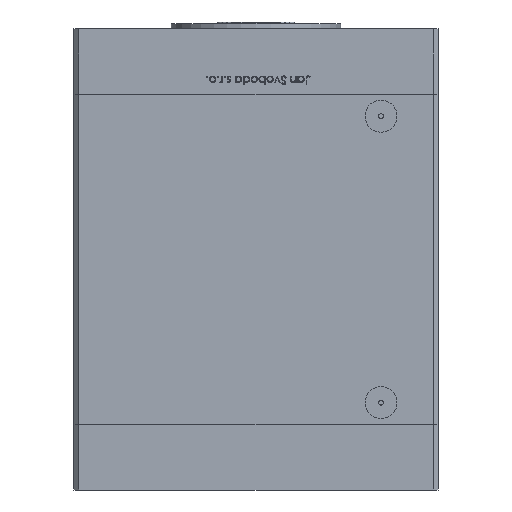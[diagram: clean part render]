
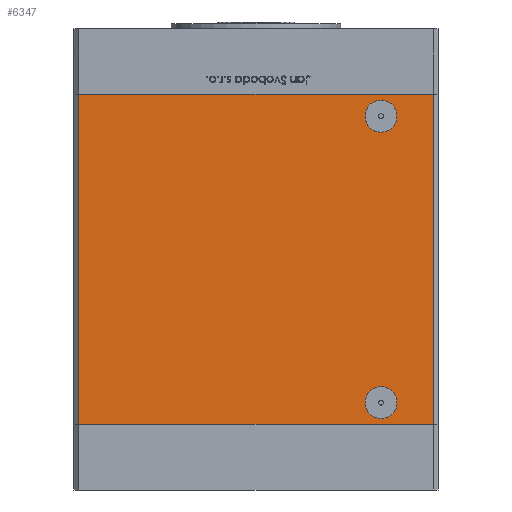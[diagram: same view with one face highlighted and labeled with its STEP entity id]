
A CAD part, front view. The second image highlights one B-rep face of the part: STEP entity #6347.
In plain terms, the highlighted planar face has unit normal (0, -1, 0).
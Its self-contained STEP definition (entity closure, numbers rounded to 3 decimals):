
#12 = LINE ( 'NONE', #13119, #22152 ) ;
#63 = LINE ( 'NONE', #25729, #54038 ) ;
#291 = DIRECTION ( 'NONE',  ( 0., 0., -1. ) ) ;
#760 = DIRECTION ( 'NONE',  ( 0., 1., 0. ) ) ;
#919 = ORIENTED_EDGE ( 'NONE', *, *, #15712, .F. ) ;
#1812 = ORIENTED_EDGE ( 'NONE', *, *, #26354, .T. ) ;
#3200 = VECTOR ( 'NONE', #36094, 1000. ) ;
#3560 = VERTEX_POINT ( 'NONE', #7049 ) ;
#3768 = CIRCLE ( 'NONE', #44694, 6.58 ) ;
#5292 = DIRECTION ( 'NONE',  ( 0., 1., 0. ) ) ;
#5312 = DIRECTION ( 'NONE',  ( 0., 1., 0. ) ) ;
#6176 = VERTEX_POINT ( 'NONE', #20662 ) ;
#6347 = ADVANCED_FACE ( 'NONE', ( #44039, #43498, #18674 ), #47948, .F. ) ;
#7049 = CARTESIAN_POINT ( 'NONE',  ( 73., -62.5, 0. ) ) ;
#7312 = CARTESIAN_POINT ( 'NONE',  ( 51.5, -62.5, 2.42 ) ) ;
#8039 = CARTESIAN_POINT ( 'NONE',  ( 51.5, -62.5, 9. ) ) ;
#9291 = CARTESIAN_POINT ( 'NONE',  ( 73., -62.5, 136. ) ) ;
#9650 = VERTEX_POINT ( 'NONE', #9291 ) ;
#9681 = DIRECTION ( 'NONE',  ( 0., 0., -1. ) ) ;
#9775 = DIRECTION ( 'NONE',  ( 0., 0., 1. ) ) ;
#9942 = CARTESIAN_POINT ( 'NONE',  ( 51.5, -62.5, 127. ) ) ;
#9946 = ORIENTED_EDGE ( 'NONE', *, *, #22292, .F. ) ;
#11009 = AXIS2_PLACEMENT_3D ( 'NONE', #9942, #760, #9681 ) ;
#12436 = EDGE_LOOP ( 'NONE', ( #48480, #9946 ) ) ;
#12492 = DIRECTION ( 'NONE',  ( 0., -1., 0. ) ) ;
#12840 = EDGE_CURVE ( 'NONE', #9650, #3560, #63, .T. ) ;
#13119 = CARTESIAN_POINT ( 'NONE',  ( -73., -62.5, 136. ) ) ;
#13608 = EDGE_LOOP ( 'NONE', ( #36197, #14655, #919, #1812 ) ) ;
#14655 = ORIENTED_EDGE ( 'NONE', *, *, #12840, .F. ) ;
#15712 = EDGE_CURVE ( 'NONE', #6176, #9650, #35815, .T. ) ;
#16783 = CIRCLE ( 'NONE', #37262, 6.58 ) ;
#18674 = FACE_BOUND ( 'NONE', #26058, .T. ) ;
#18849 = VECTOR ( 'NONE', #24406, 1000. ) ;
#19489 = VERTEX_POINT ( 'NONE', #45814 ) ;
#20158 = DIRECTION ( 'NONE',  ( 0., 0., -1. ) ) ;
#20314 = CARTESIAN_POINT ( 'NONE',  ( 51.5, -62.5, 120.42 ) ) ;
#20662 = CARTESIAN_POINT ( 'NONE',  ( -73., -62.5, 136. ) ) ;
#22152 = VECTOR ( 'NONE', #291, 1000. ) ;
#22232 = VERTEX_POINT ( 'NONE', #51565 ) ;
#22292 = EDGE_CURVE ( 'NONE', #29819, #35332, #16783, .T. ) ;
#22357 = EDGE_CURVE ( 'NONE', #22232, #38398, #26618, .T. ) ;
#22851 = CARTESIAN_POINT ( 'NONE',  ( 51.5, -62.5, 127. ) ) ;
#24406 = DIRECTION ( 'NONE',  ( 1., 0., 0. ) ) ;
#25729 = CARTESIAN_POINT ( 'NONE',  ( 73., -62.5, 136. ) ) ;
#26058 = EDGE_LOOP ( 'NONE', ( #50653, #46926 ) ) ;
#26254 = CARTESIAN_POINT ( 'NONE',  ( -73., -62.5, 136. ) ) ;
#26354 = EDGE_CURVE ( 'NONE', #6176, #19489, #12, .T. ) ;
#26618 = CIRCLE ( 'NONE', #51497, 6.58 ) ;
#29400 = LINE ( 'NONE', #41399, #18849 ) ;
#29819 = VERTEX_POINT ( 'NONE', #31961 ) ;
#29846 = DIRECTION ( 'NONE',  ( 0., -1., 0. ) ) ;
#31639 = CARTESIAN_POINT ( 'NONE',  ( -73., -62.5, 136. ) ) ;
#31961 = CARTESIAN_POINT ( 'NONE',  ( 51.5, -62.5, 15.58 ) ) ;
#34068 = CIRCLE ( 'NONE', #11009, 6.58 ) ;
#35332 = VERTEX_POINT ( 'NONE', #7312 ) ;
#35815 = LINE ( 'NONE', #31639, #3200 ) ;
#36094 = DIRECTION ( 'NONE',  ( 1., 0., 0. ) ) ;
#36197 = ORIENTED_EDGE ( 'NONE', *, *, #36253, .T. ) ;
#36253 = EDGE_CURVE ( 'NONE', #19489, #3560, #29400, .T. ) ;
#37262 = AXIS2_PLACEMENT_3D ( 'NONE', #38756, #29846, #46830 ) ;
#37319 = DIRECTION ( 'NONE',  ( 0., 0., -1. ) ) ;
#38398 = VERTEX_POINT ( 'NONE', #20314 ) ;
#38756 = CARTESIAN_POINT ( 'NONE',  ( 51.5, -62.5, 9. ) ) ;
#40764 = EDGE_CURVE ( 'NONE', #38398, #22232, #34068, .T. ) ;
#41399 = CARTESIAN_POINT ( 'NONE',  ( -73., -62.5, 0. ) ) ;
#43498 = FACE_OUTER_BOUND ( 'NONE', #13608, .T. ) ;
#44039 = FACE_BOUND ( 'NONE', #12436, .T. ) ;
#44694 = AXIS2_PLACEMENT_3D ( 'NONE', #8039, #12492, #37319 ) ;
#45782 = AXIS2_PLACEMENT_3D ( 'NONE', #26254, #5312, #9775 ) ;
#45814 = CARTESIAN_POINT ( 'NONE',  ( -73., -62.5, 0. ) ) ;
#46830 = DIRECTION ( 'NONE',  ( 0., 0., -1. ) ) ;
#46926 = ORIENTED_EDGE ( 'NONE', *, *, #22357, .T. ) ;
#47948 = PLANE ( 'NONE',  #45782 ) ;
#48471 = DIRECTION ( 'NONE',  ( 0., 0., -1. ) ) ;
#48480 = ORIENTED_EDGE ( 'NONE', *, *, #52042, .F. ) ;
#50653 = ORIENTED_EDGE ( 'NONE', *, *, #40764, .T. ) ;
#51497 = AXIS2_PLACEMENT_3D ( 'NONE', #22851, #5292, #48471 ) ;
#51565 = CARTESIAN_POINT ( 'NONE',  ( 51.5, -62.5, 133.58 ) ) ;
#52042 = EDGE_CURVE ( 'NONE', #35332, #29819, #3768, .T. ) ;
#54038 = VECTOR ( 'NONE', #20158, 1000. ) ;
